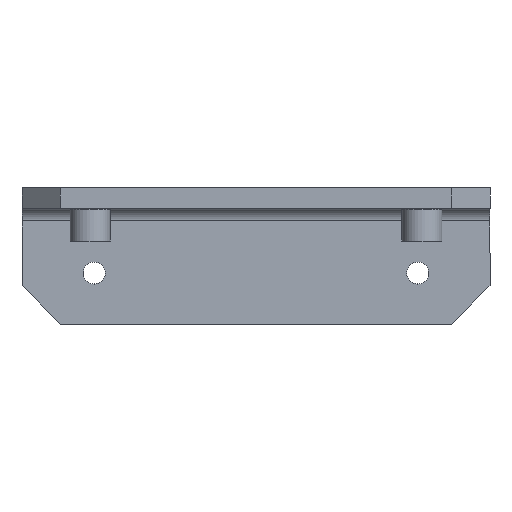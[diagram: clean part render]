
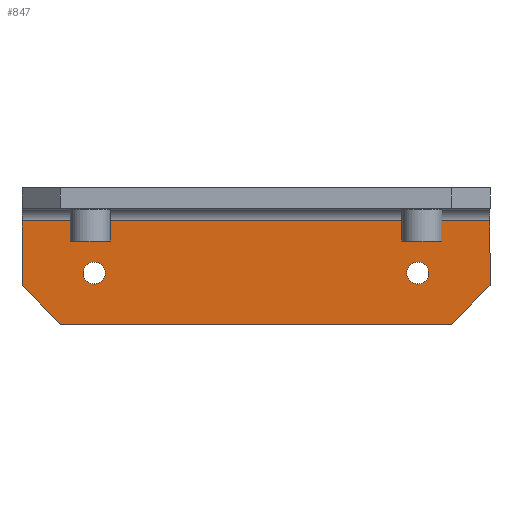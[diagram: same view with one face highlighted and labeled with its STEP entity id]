
A CAD part, front view. The second image highlights one B-rep face of the part: STEP entity #847.
In plain terms, the highlighted planar face has unit normal (0, -1, -0.009).
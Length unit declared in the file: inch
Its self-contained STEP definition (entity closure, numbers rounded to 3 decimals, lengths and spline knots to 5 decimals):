
#8 = EDGE_CURVE ( 'NONE', #759, #1778, #849, .T. ) ;
#33 = DIRECTION ( 'NONE',  ( 0., -1., -0.009 ) ) ;
#41 = CIRCLE ( 'NONE', #1356, 0.026 ) ;
#69 = CARTESIAN_POINT ( 'NONE',  ( -0.55, 0.27893, -0.07774 ) ) ;
#90 = DIRECTION ( 'NONE',  ( 0., -0.009, 1. ) ) ;
#103 = EDGE_LOOP ( 'NONE', ( #1087, #524 ) ) ;
#123 = LINE ( 'NONE', #1865, #1472 ) ;
#156 = FACE_BOUND ( 'NONE', #103, .T. ) ;
#238 = LINE ( 'NONE', #411, #1196 ) ;
#240 = DIRECTION ( 'NONE',  ( -0.707, 0.006, -0.707 ) ) ;
#279 = DIRECTION ( 'NONE',  ( 0., -0.009, 1. ) ) ;
#316 = DIRECTION ( 'NONE',  ( 0., 1., 0.009 ) ) ;
#352 = VERTEX_POINT ( 'NONE', #445 ) ;
#411 = CARTESIAN_POINT ( 'NONE',  ( -0.55, 0.28, -0.20042 ) ) ;
#422 = VECTOR ( 'NONE', #1519, 39.37008 ) ;
#431 = CARTESIAN_POINT ( 'NONE',  ( -0.38, 0.28023, -0.22641 ) ) ;
#445 = CARTESIAN_POINT ( 'NONE',  ( 0.38, 0.27977, -0.17441 ) ) ;
#447 = DIRECTION ( 'NONE',  ( -1., 0., 0. ) ) ;
#454 = EDGE_CURVE ( 'NONE', #1669, #1778, #795, .T. ) ;
#471 = CARTESIAN_POINT ( 'NONE',  ( 0., 0.28, -0.20042 ) ) ;
#524 = ORIENTED_EDGE ( 'NONE', *, *, #924, .F. ) ;
#530 = ORIENTED_EDGE ( 'NONE', *, *, #1674, .T. ) ;
#532 = CARTESIAN_POINT ( 'NONE',  ( 0.29, 0.28253, -0.4904 ) ) ;
#585 = CARTESIAN_POINT ( 'NONE',  ( 0.45999, 0.28105, -0.32042 ) ) ;
#607 = PLANE ( 'NONE',  #1570 ) ;
#621 = AXIS2_PLACEMENT_3D ( 'NONE', #1605, #316, #1332 ) ;
#654 = CIRCLE ( 'NONE', #1229, 0.026 ) ;
#666 = VERTEX_POINT ( 'NONE', #1257 ) ;
#667 = DIRECTION ( 'NONE',  ( 0., -1., -0.009 ) ) ;
#689 = VECTOR ( 'NONE', #240, 39.37008 ) ;
#747 = FACE_BOUND ( 'NONE', #1639, .T. ) ;
#751 = CARTESIAN_POINT ( 'NONE',  ( 0.38, 0.28023, -0.22641 ) ) ;
#759 = VERTEX_POINT ( 'NONE', #585 ) ;
#769 = LINE ( 'NONE', #1490, #422 ) ;
#774 = VERTEX_POINT ( 'NONE', #1611 ) ;
#795 = LINE ( 'NONE', #1349, #1105 ) ;
#827 = CARTESIAN_POINT ( 'NONE',  ( -0.45999, 0.28105, -0.32042 ) ) ;
#847 = ADVANCED_FACE ( 'NONE', ( #156, #1629, #747 ), #607, .F. ) ;
#849 = LINE ( 'NONE', #1438, #1609 ) ;
#903 = ORIENTED_EDGE ( 'NONE', *, *, #454, .T. ) ;
#904 = DIRECTION ( 'NONE',  ( 0., -0.009, 1. ) ) ;
#917 = ORIENTED_EDGE ( 'NONE', *, *, #8, .F. ) ;
#924 = EDGE_CURVE ( 'NONE', #1874, #352, #1694, .T. ) ;
#957 = LINE ( 'NONE', #532, #689 ) ;
#987 = DIRECTION ( 'NONE',  ( 1., 0., 0. ) ) ;
#993 = CARTESIAN_POINT ( 'NONE',  ( 0.55, 0.28026, -0.23041 ) ) ;
#1038 = EDGE_CURVE ( 'NONE', #352, #1874, #41, .T. ) ;
#1070 = EDGE_CURVE ( 'NONE', #1775, #759, #957, .T. ) ;
#1073 = ORIENTED_EDGE ( 'NONE', *, *, #1448, .T. ) ;
#1087 = ORIENTED_EDGE ( 'NONE', *, *, #1038, .F. ) ;
#1105 = VECTOR ( 'NONE', #1530, 39.37008 ) ;
#1129 = CARTESIAN_POINT ( 'NONE',  ( 0.38, 0.28, -0.20041 ) ) ;
#1196 = VECTOR ( 'NONE', #90, 39.37008 ) ;
#1210 = DIRECTION ( 'NONE',  ( 0., 0.009, -1. ) ) ;
#1229 = AXIS2_PLACEMENT_3D ( 'NONE', #1709, #1781, #279 ) ;
#1257 = CARTESIAN_POINT ( 'NONE',  ( -0.38, 0.27977, -0.17441 ) ) ;
#1283 = VERTEX_POINT ( 'NONE', #431 ) ;
#1332 = DIRECTION ( 'NONE',  ( 0., -0.009, 1. ) ) ;
#1338 = ORIENTED_EDGE ( 'NONE', *, *, #1425, .F. ) ;
#1349 = CARTESIAN_POINT ( 'NONE',  ( -0.38928, 0.28167, -0.39113 ) ) ;
#1356 = AXIS2_PLACEMENT_3D ( 'NONE', #1129, #667, #1877 ) ;
#1361 = CARTESIAN_POINT ( 'NONE',  ( 0.38, 0.28, -0.20041 ) ) ;
#1364 = EDGE_CURVE ( 'NONE', #1669, #1837, #238, .T. ) ;
#1375 = CIRCLE ( 'NONE', #621, 0.026 ) ;
#1425 = EDGE_CURVE ( 'NONE', #1837, #774, #123, .T. ) ;
#1438 = CARTESIAN_POINT ( 'NONE',  ( 0., 0.28105, -0.32042 ) ) ;
#1448 = EDGE_CURVE ( 'NONE', #666, #1283, #1375, .T. ) ;
#1472 = VECTOR ( 'NONE', #987, 39.37008 ) ;
#1490 = CARTESIAN_POINT ( 'NONE',  ( 0.55, 0.28, -0.20042 ) ) ;
#1504 = DIRECTION ( 'NONE',  ( 0., 1., 0.009 ) ) ;
#1518 = ORIENTED_EDGE ( 'NONE', *, *, #1853, .T. ) ;
#1519 = DIRECTION ( 'NONE',  ( 0., -0.009, 1. ) ) ;
#1530 = DIRECTION ( 'NONE',  ( 0.707, 0.006, -0.707 ) ) ;
#1570 = AXIS2_PLACEMENT_3D ( 'NONE', #471, #1504, #904 ) ;
#1605 = CARTESIAN_POINT ( 'NONE',  ( -0.38, 0.28, -0.20041 ) ) ;
#1609 = VECTOR ( 'NONE', #447, 39.37008 ) ;
#1611 = CARTESIAN_POINT ( 'NONE',  ( 0.55, 0.27893, -0.07774 ) ) ;
#1621 = ORIENTED_EDGE ( 'NONE', *, *, #1364, .F. ) ;
#1629 = FACE_OUTER_BOUND ( 'NONE', #1903, .T. ) ;
#1639 = EDGE_LOOP ( 'NONE', ( #1073, #1518 ) ) ;
#1665 = CARTESIAN_POINT ( 'NONE',  ( -0.55, 0.28026, -0.23041 ) ) ;
#1669 = VERTEX_POINT ( 'NONE', #1665 ) ;
#1674 = EDGE_CURVE ( 'NONE', #1775, #774, #769, .T. ) ;
#1687 = ORIENTED_EDGE ( 'NONE', *, *, #1070, .F. ) ;
#1694 = CIRCLE ( 'NONE', #1825, 0.026 ) ;
#1709 = CARTESIAN_POINT ( 'NONE',  ( -0.38, 0.28, -0.20041 ) ) ;
#1775 = VERTEX_POINT ( 'NONE', #993 ) ;
#1778 = VERTEX_POINT ( 'NONE', #827 ) ;
#1781 = DIRECTION ( 'NONE',  ( 0., 1., 0.009 ) ) ;
#1825 = AXIS2_PLACEMENT_3D ( 'NONE', #1361, #33, #1210 ) ;
#1837 = VERTEX_POINT ( 'NONE', #69 ) ;
#1853 = EDGE_CURVE ( 'NONE', #1283, #666, #654, .T. ) ;
#1865 = CARTESIAN_POINT ( 'NONE',  ( 0., 0.27893, -0.07774 ) ) ;
#1874 = VERTEX_POINT ( 'NONE', #751 ) ;
#1877 = DIRECTION ( 'NONE',  ( 0., 0.009, -1. ) ) ;
#1903 = EDGE_LOOP ( 'NONE', ( #903, #917, #1687, #530, #1338, #1621 ) ) ;
